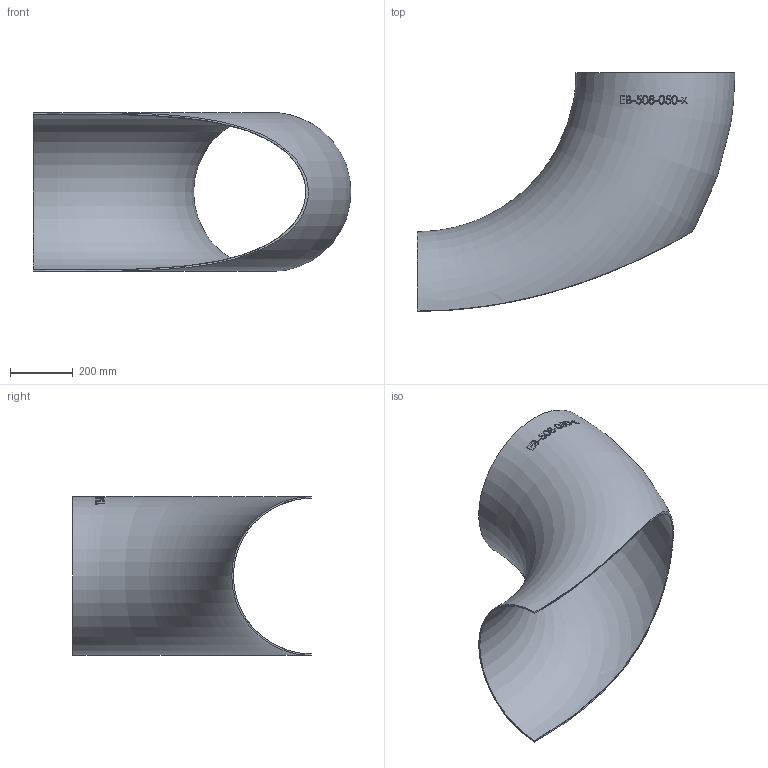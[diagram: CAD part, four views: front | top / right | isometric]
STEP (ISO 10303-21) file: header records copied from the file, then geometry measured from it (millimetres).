
FILE_DESCRIPTION (( 'STEP AP214' ), '1' );
FILE_NAME ('EB-508-050-x Einschweissbogen 1903.STEP', '2019-03-29T10:32:37', ( '' ), ( '' ), 'SwSTEP 2.0', 'SolidWorks 2016', '' );
FILE_SCHEMA (( 'AUTOMOTIVE_DESIGN' ));
Length unit declared in the file: millimetre
Products named in the file (1): EB-508-050-x Einschweissbogen 1903
Bounding box: 1016 x 762 x 508.1 mm (x, y, z)
Volume: 6632034.5 mm3; surface area: 2591568.4 mm2
Topology: 1 solids, 1 shells, 151 faces, 393 edges, 262 vertices
Faces by surface type: bspline 71, plane 59, torus 21
Entity records: 15401 total; most frequent: CARTESIAN_POINT 10866, ORIENTED_EDGE 780, EDGE_CURVE 390, DIRECTION 298, VERTEX_POINT 261, B_SPLINE_CURVE_WITH_KNOTS 258, EDGE_LOOP 173, FACE_OUTER_BOUND 153
